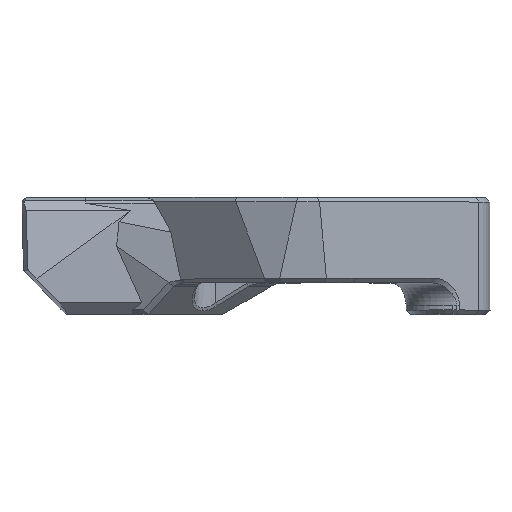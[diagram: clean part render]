
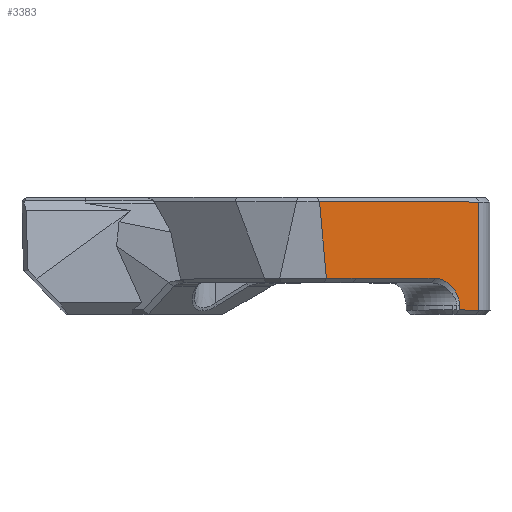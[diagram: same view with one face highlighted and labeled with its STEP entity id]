
A CAD part, top view. The second image highlights one B-rep face of the part: STEP entity #3383.
In plain terms, the highlighted planar face has unit normal (0.698, 0, 0.716).
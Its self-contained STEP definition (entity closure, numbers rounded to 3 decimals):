
#252 = CARTESIAN_POINT ( 'NONE',  ( 2.96, 6.914, 120.124 ) ) ;
#311 = CARTESIAN_POINT ( 'NONE',  ( 2.293, 7.169, 120.775 ) ) ;
#410 = VECTOR ( 'NONE', #4472, 1000. ) ;
#438 = CARTESIAN_POINT ( 'NONE',  ( -7.399, 7.199, 130.228 ) ) ;
#666 = VECTOR ( 'NONE', #5439, 1000. ) ;
#677 = CARTESIAN_POINT ( 'NONE',  ( 4.149, 4.975, 118.964 ) ) ;
#705 = CARTESIAN_POINT ( 'NONE',  ( 4.155, 4.799, 118.959 ) ) ;
#735 = CARTESIAN_POINT ( 'NONE',  ( 3.59, 6.322, 119.51 ) ) ;
#756 = DIRECTION ( 'NONE',  ( 0., 1., 0. ) ) ;
#762 = CARTESIAN_POINT ( 'NONE',  ( 3.848, 5.935, 119.258 ) ) ;
#793 = CARTESIAN_POINT ( 'NONE',  ( 3.94, 5.754, 119.169 ) ) ;
#815 = LINE ( 'NONE', #1187, #3027 ) ;
#879 = LINE ( 'NONE', #2609, #5261 ) ;
#953 = VERTEX_POINT ( 'NONE', #1370 ) ;
#1042 = EDGE_CURVE ( 'NONE', #1103, #3920, #4088, .T. ) ;
#1084 = CARTESIAN_POINT ( 'NONE',  ( -4.951, 7.199, 127.84 ) ) ;
#1103 = VERTEX_POINT ( 'NONE', #2443 ) ;
#1105 = CARTESIAN_POINT ( 'NONE',  ( 2.664, 7.053, 120.413 ) ) ;
#1133 = CARTESIAN_POINT ( 'NONE',  ( 4.155, 4.887, 118.959 ) ) ;
#1166 = CARTESIAN_POINT ( 'NONE',  ( 4.032, 5.523, 119.079 ) ) ;
#1187 = CARTESIAN_POINT ( 'NONE',  ( 5.868, 3.999, 117.288 ) ) ;
#1258 = DIRECTION ( 'NONE',  ( 0.089, -0.992, -0.087 ) ) ;
#1298 = CARTESIAN_POINT ( 'NONE',  ( -7.399, 7.199, 130.228 ) ) ;
#1370 = CARTESIAN_POINT ( 'NONE',  ( -7.686, 7.199, 130.508 ) ) ;
#1386 = DIRECTION ( 'NONE',  ( 0.716, 0., -0.698 ) ) ;
#1387 = CARTESIAN_POINT ( 'NONE',  ( -8.296, 14., 131.103 ) ) ;
#1519 = CARTESIAN_POINT ( 'NONE',  ( 4.155, 4.399, 118.959 ) ) ;
#1564 = VERTEX_POINT ( 'NONE', #1387 ) ;
#1588 = ORIENTED_EDGE ( 'NONE', *, *, #5433, .F. ) ;
#1600 = CARTESIAN_POINT ( 'NONE',  ( 2.602, 7.079, 120.474 ) ) ;
#1628 = CARTESIAN_POINT ( 'NONE',  ( 4.045, 5.482, 119.065 ) ) ;
#1750 = ORIENTED_EDGE ( 'NONE', *, *, #2663, .T. ) ;
#1792 = VERTEX_POINT ( 'NONE', #5378 ) ;
#1799 = ORIENTED_EDGE ( 'NONE', *, *, #3080, .F. ) ;
#1810 = VERTEX_POINT ( 'NONE', #2955 ) ;
#1881 = EDGE_LOOP ( 'NONE', ( #1750, #3770, #1799, #4507, #1588, #2690, #4276, #3170 ) ) ;
#1982 = CARTESIAN_POINT ( 'NONE',  ( 3.787, 6.04, 119.317 ) ) ;
#2010 = CARTESIAN_POINT ( 'NONE',  ( 3.829, 5.971, 119.277 ) ) ;
#2038 = CARTESIAN_POINT ( 'NONE',  ( 2.04, 7.199, 121.022 ) ) ;
#2066 = CARTESIAN_POINT ( 'NONE',  ( 3.567, 6.352, 119.533 ) ) ;
#2167 = LINE ( 'NONE', #1298, #3368 ) ;
#2207 = DIRECTION ( 'NONE',  ( 0., -1., 0. ) ) ;
#2399 = CARTESIAN_POINT ( 'NONE',  ( 5.868, 14., 117.288 ) ) ;
#2442 = CARTESIAN_POINT ( 'NONE',  ( 2.417, 7.14, 120.654 ) ) ;
#2443 = CARTESIAN_POINT ( 'NONE',  ( 4.155, 4.799, 118.959 ) ) ;
#2468 = CARTESIAN_POINT ( 'NONE',  ( 4.003, 5.604, 119.107 ) ) ;
#2609 = CARTESIAN_POINT ( 'NONE',  ( -7.601, 6.262, 130.426 ) ) ;
#2614 = PLANE ( 'NONE',  #3684 ) ;
#2618 = B_SPLINE_CURVE_WITH_KNOTS ( 'NONE', 3,
 ( #4113, #2038, #4574, #5549, #311, #2442, #3774, #1600, #1105, #252, #5438, #5522, #3319, #2066, #735, #3803, #3743, #2843, #5489, #3265, #1982, #2010, #762, #3714, #2869, #793, #3348, #5058, #2468, #1166, #1628, #3290, #2902, #4998, #2926, #4636, #4171, #677, #1133, #705 ),
 .UNSPECIFIED., .F., .F.,
 ( 4, 2, 2, 2, 2, 2, 2, 2, 2, 2, 2, 2, 2, 2, 2, 2, 2, 2, 2, 4 ),
 ( 0., 0.062, 0.125, 0.187, 0.25, 0.5, 0.562, 0.594, 0.625, 0.656, 0.687, 0.719, 0.75, 0.781, 0.812, 0.844, 0.875, 0.906, 0.937, 1. ),
 .UNSPECIFIED. ) ;
#2663 = EDGE_CURVE ( 'NONE', #1810, #1103, #2618, .T. ) ;
#2690 = ORIENTED_EDGE ( 'NONE', *, *, #5618, .T. ) ;
#2703 = LINE ( 'NONE', #3548, #4442 ) ;
#2733 = VECTOR ( 'NONE', #1386, 1000. ) ;
#2824 = LINE ( 'NONE', #4949, #410 ) ;
#2843 = CARTESIAN_POINT ( 'NONE',  ( 3.703, 6.17, 119.399 ) ) ;
#2869 = CARTESIAN_POINT ( 'NONE',  ( 3.904, 5.83, 119.204 ) ) ;
#2902 = CARTESIAN_POINT ( 'NONE',  ( 4.081, 5.36, 119.031 ) ) ;
#2926 = CARTESIAN_POINT ( 'NONE',  ( 4.111, 5.233, 119.002 ) ) ;
#2955 = CARTESIAN_POINT ( 'NONE',  ( 1.977, 7.199, 121.083 ) ) ;
#3027 = VECTOR ( 'NONE', #756, 1000. ) ;
#3080 = EDGE_CURVE ( 'NONE', #1792, #3920, #2824, .T. ) ;
#3084 = DIRECTION ( 'NONE',  ( 0.716, 0., -0.698 ) ) ;
#3122 = FACE_OUTER_BOUND ( 'NONE', #1881, .T. ) ;
#3170 = ORIENTED_EDGE ( 'NONE', *, *, #4440, .T. ) ;
#3265 = CARTESIAN_POINT ( 'NONE',  ( 3.768, 6.072, 119.336 ) ) ;
#3290 = CARTESIAN_POINT ( 'NONE',  ( 4.07, 5.4, 119.041 ) ) ;
#3319 = CARTESIAN_POINT ( 'NONE',  ( 3.494, 6.438, 119.603 ) ) ;
#3348 = CARTESIAN_POINT ( 'NONE',  ( 3.956, 5.716, 119.152 ) ) ;
#3368 = VECTOR ( 'NONE', #3084, 1000. ) ;
#3383 = ADVANCED_FACE ( 'NONE', ( #3122 ), #2614, .T. ) ;
#3548 = CARTESIAN_POINT ( 'NONE',  ( -6.089, 14., 128.951 ) ) ;
#3684 = AXIS2_PLACEMENT_3D ( 'NONE', #5203, #4755, #2207 ) ;
#3714 = CARTESIAN_POINT ( 'NONE',  ( 3.886, 5.864, 119.221 ) ) ;
#3743 = CARTESIAN_POINT ( 'NONE',  ( 3.658, 6.233, 119.443 ) ) ;
#3770 = ORIENTED_EDGE ( 'NONE', *, *, #1042, .T. ) ;
#3774 = CARTESIAN_POINT ( 'NONE',  ( 2.479, 7.122, 120.593 ) ) ;
#3803 = CARTESIAN_POINT ( 'NONE',  ( 3.636, 6.263, 119.465 ) ) ;
#3920 = VERTEX_POINT ( 'NONE', #1519 ) ;
#4088 = LINE ( 'NONE', #4968, #666 ) ;
#4113 = CARTESIAN_POINT ( 'NONE',  ( 1.977, 7.199, 121.083 ) ) ;
#4171 = CARTESIAN_POINT ( 'NONE',  ( 4.133, 5.107, 118.98 ) ) ;
#4276 = ORIENTED_EDGE ( 'NONE', *, *, #4494, .T. ) ;
#4361 = EDGE_CURVE ( 'NONE', #1792, #4543, #815, .T. ) ;
#4440 = EDGE_CURVE ( 'NONE', #5414, #1810, #2167, .T. ) ;
#4441 = DIRECTION ( 'NONE',  ( 0.716, 0., -0.698 ) ) ;
#4442 = VECTOR ( 'NONE', #4441, 1000. ) ;
#4472 = DIRECTION ( 'NONE',  ( -0.716, 0., 0.698 ) ) ;
#4494 = EDGE_CURVE ( 'NONE', #953, #5414, #4846, .T. ) ;
#4507 = ORIENTED_EDGE ( 'NONE', *, *, #4361, .T. ) ;
#4543 = VERTEX_POINT ( 'NONE', #2399 ) ;
#4574 = CARTESIAN_POINT ( 'NONE',  ( 2.103, 7.195, 120.96 ) ) ;
#4636 = CARTESIAN_POINT ( 'NONE',  ( 4.126, 5.148, 118.987 ) ) ;
#4755 = DIRECTION ( 'NONE',  ( 0.698, 0., 0.716 ) ) ;
#4846 = LINE ( 'NONE', #438, #2733 ) ;
#4949 = CARTESIAN_POINT ( 'NONE',  ( 2.312, 4.399, 120.757 ) ) ;
#4968 = CARTESIAN_POINT ( 'NONE',  ( 4.155, 4.399, 118.959 ) ) ;
#4998 = CARTESIAN_POINT ( 'NONE',  ( 4.102, 5.276, 119.011 ) ) ;
#5058 = CARTESIAN_POINT ( 'NONE',  ( 3.988, 5.64, 119.121 ) ) ;
#5203 = CARTESIAN_POINT ( 'NONE',  ( -7.399, 3.999, 130.228 ) ) ;
#5261 = VECTOR ( 'NONE', #1258, 1000. ) ;
#5378 = CARTESIAN_POINT ( 'NONE',  ( 5.868, 4.399, 117.288 ) ) ;
#5414 = VERTEX_POINT ( 'NONE', #1084 ) ;
#5433 = EDGE_CURVE ( 'NONE', #1564, #4543, #2703, .T. ) ;
#5438 = CARTESIAN_POINT ( 'NONE',  ( 3.189, 6.75, 119.901 ) ) ;
#5439 = DIRECTION ( 'NONE',  ( 0., -1., 0. ) ) ;
#5489 = CARTESIAN_POINT ( 'NONE',  ( 3.725, 6.137, 119.378 ) ) ;
#5522 = CARTESIAN_POINT ( 'NONE',  ( 3.445, 6.491, 119.651 ) ) ;
#5549 = CARTESIAN_POINT ( 'NONE',  ( 2.229, 7.18, 120.838 ) ) ;
#5618 = EDGE_CURVE ( 'NONE', #1564, #953, #879, .T. ) ;
